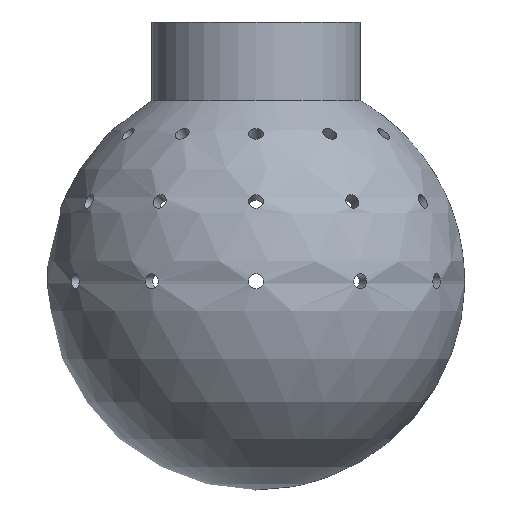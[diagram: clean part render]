
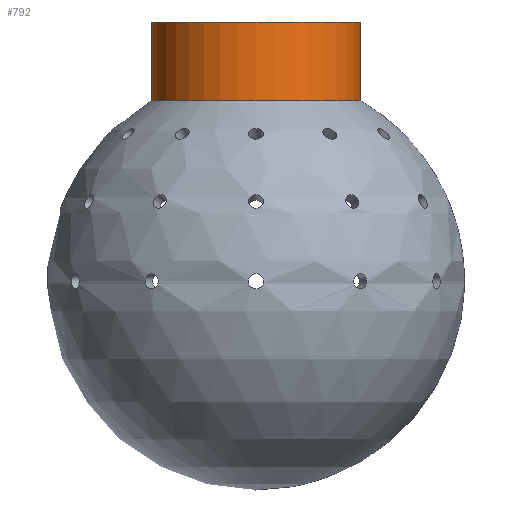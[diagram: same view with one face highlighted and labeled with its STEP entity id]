
A CAD part, front view. The second image highlights one B-rep face of the part: STEP entity #792.
In plain terms, the highlighted cylindrical face has radius 7 mm (diameter 14 mm), a full revolution.
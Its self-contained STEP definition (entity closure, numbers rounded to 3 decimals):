
#18=FACE_BOUND('',#173,.T.);
#130=FACE_OUTER_BOUND('',#172,.T.);
#172=EDGE_LOOP('',(#557));
#173=EDGE_LOOP('',(#558));
#326=CIRCLE('',#837,7.);
#327=CIRCLE('',#838,7.);
#403=VERTEX_POINT('',#1197);
#404=VERTEX_POINT('',#1199);
#480=EDGE_CURVE('',#403,#403,#326,.T.);
#481=EDGE_CURVE('',#404,#404,#327,.T.);
#557=ORIENTED_EDGE('',*,*,#480,.F.);
#558=ORIENTED_EDGE('',*,*,#481,.F.);
#711=CYLINDRICAL_SURFACE('',#836,7.);
#792=ADVANCED_FACE('',(#130,#18),#711,.T.);
#836=AXIS2_PLACEMENT_3D('',#1196,#957,#958);
#837=AXIS2_PLACEMENT_3D('',#1198,#959,#960);
#838=AXIS2_PLACEMENT_3D('',#1200,#961,#962);
#957=DIRECTION('center_axis',(0.,0.,1.));
#958=DIRECTION('ref_axis',(-1.,0.,0.));
#959=DIRECTION('center_axis',(0.,0.,1.));
#960=DIRECTION('ref_axis',(-1.,0.,0.));
#961=DIRECTION('center_axis',(0.,0.,-1.));
#962=DIRECTION('ref_axis',(-1.,0.,0.));
#1196=CARTESIAN_POINT('Origin',(0.,0.,11.399));
#1197=CARTESIAN_POINT('',(7.,0.,17.399));
#1198=CARTESIAN_POINT('Origin',(0.,0.,17.399));
#1199=CARTESIAN_POINT('',(7.,0.,12.124));
#1200=CARTESIAN_POINT('Origin',(0.,0.,12.124));
